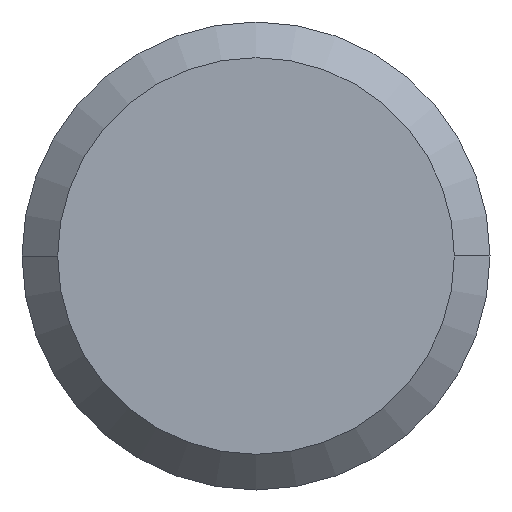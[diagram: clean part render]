
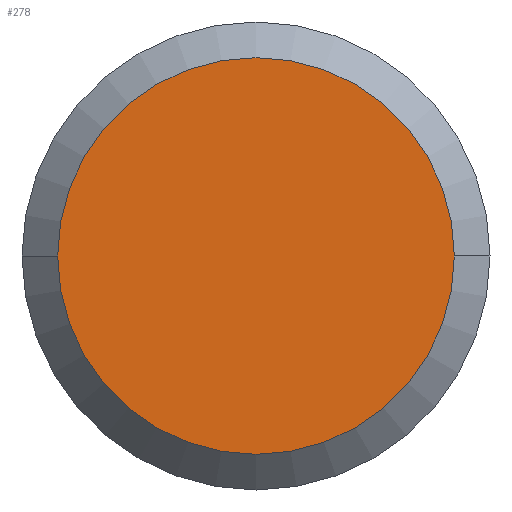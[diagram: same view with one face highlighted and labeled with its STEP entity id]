
A CAD part, left-side view. The second image highlights one B-rep face of the part: STEP entity #278.
In plain terms, the highlighted planar face has unit normal (-1, 0, 0).
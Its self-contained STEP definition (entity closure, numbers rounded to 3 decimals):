
#1 = DIRECTION ( 'NONE',  ( 1., 0., 0. ) ) ;
#31 = DIRECTION ( 'NONE',  ( -1., 0., 0. ) ) ;
#38 = FACE_OUTER_BOUND ( 'NONE', #167, .T. ) ;
#42 = PLANE ( 'NONE',  #194 ) ;
#103 = CIRCLE ( 'NONE', #394, 4.238 ) ;
#115 = DIRECTION ( 'NONE',  ( 0., 1., 0. ) ) ;
#135 = CARTESIAN_POINT ( 'NONE',  ( 0., 0., 0. ) ) ;
#136 = DIRECTION ( 'NONE',  ( 0., -1., 0. ) ) ;
#146 = DIRECTION ( 'NONE',  ( 1., 0., 0. ) ) ;
#167 = EDGE_LOOP ( 'NONE', ( #244, #238 ) ) ;
#178 = CARTESIAN_POINT ( 'NONE',  ( 0., 4.238, 0. ) ) ;
#179 = DIRECTION ( 'NONE',  ( 0., 1., 0. ) ) ;
#194 = AXIS2_PLACEMENT_3D ( 'NONE', #135, #31, #136 ) ;
#237 = VERTEX_POINT ( 'NONE', #269 ) ;
#238 = ORIENTED_EDGE ( 'NONE', *, *, #327, .F. ) ;
#244 = ORIENTED_EDGE ( 'NONE', *, *, #391, .F. ) ;
#249 = AXIS2_PLACEMENT_3D ( 'NONE', #347, #146, #179 ) ;
#269 = CARTESIAN_POINT ( 'NONE',  ( 0., -4.238, 0. ) ) ;
#278 = ADVANCED_FACE ( 'NONE', ( #38 ), #42, .T. ) ;
#327 = EDGE_CURVE ( 'NONE', #237, #351, #338, .T. ) ;
#338 = CIRCLE ( 'NONE', #249, 4.238 ) ;
#347 = CARTESIAN_POINT ( 'NONE',  ( 0., 0., 0. ) ) ;
#351 = VERTEX_POINT ( 'NONE', #178 ) ;
#388 = CARTESIAN_POINT ( 'NONE',  ( 0., 0., 0. ) ) ;
#391 = EDGE_CURVE ( 'NONE', #351, #237, #103, .T. ) ;
#394 = AXIS2_PLACEMENT_3D ( 'NONE', #388, #1, #115 ) ;
